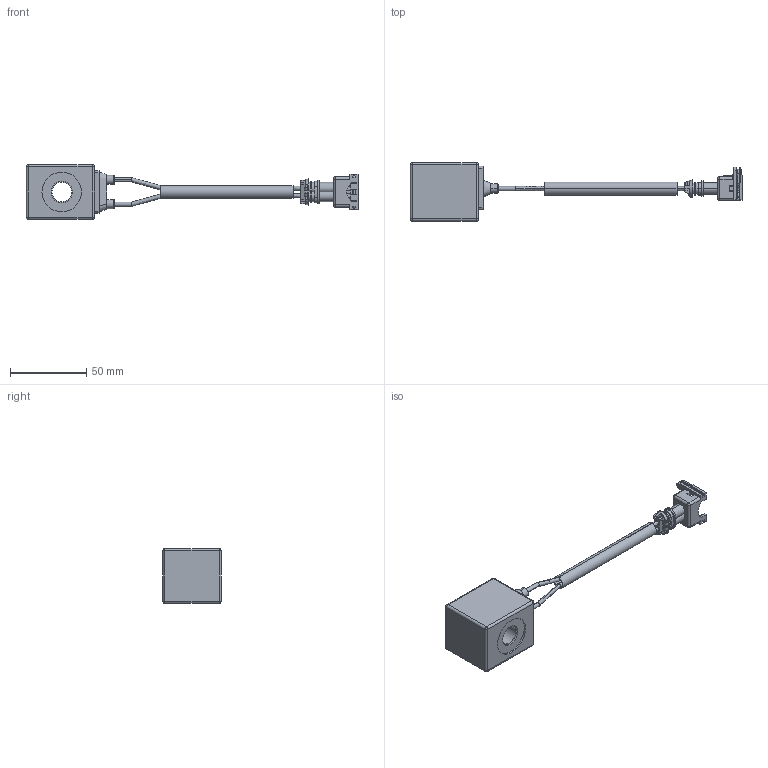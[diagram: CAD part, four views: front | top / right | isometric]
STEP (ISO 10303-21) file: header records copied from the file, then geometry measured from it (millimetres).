
FILE_DESCRIPTION (( 'STEP AP203' ), '1' );
FILE_NAME ('EC04W200C--A400.STEP', '2021-05-07T03:53:31', ( '' ), ( '' ), 'SwSTEP 2.0', 'SolidWorks 2018', '' );
FILE_SCHEMA (( 'CONFIG_CONTROL_DESIGN' ));
Length unit declared in the file: millimetre
Products named in the file (1): EC04W200C--A400
Bounding box: 218.1 x 38.5 x 36 mm (x, y, z)
Volume: 67273.3 mm3; surface area: 22752.8 mm2
Topology: 2 solids, 2 shells, 582 faces, 1684 edges, 1081 vertices
Faces by surface type: plane 346, cylinder 189, torus 20, bspline 12, sphere 12, cone 3
Entity records: 20290 total; most frequent: CARTESIAN_POINT 4742, ORIENTED_EDGE 3344, DIRECTION 3158, EDGE_CURVE 1672, LINE 1150, VECTOR 1150, VERTEX_POINT 1081, AXIS2_PLACEMENT_3D 1004
